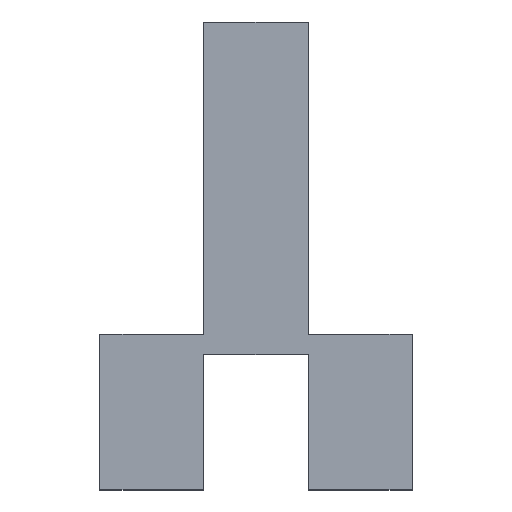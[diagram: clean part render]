
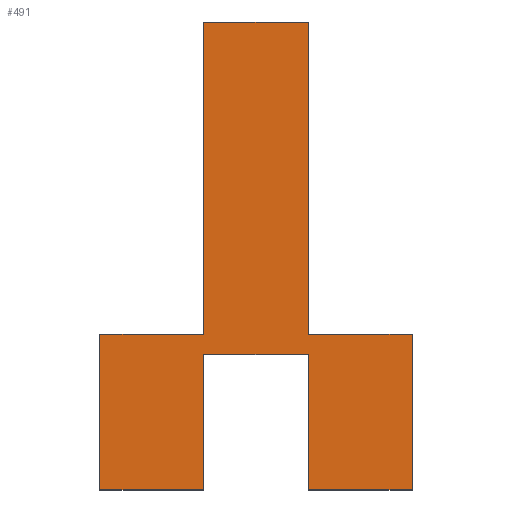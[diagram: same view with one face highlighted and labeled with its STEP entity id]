
A CAD part, top view. The second image highlights one B-rep face of the part: STEP entity #491.
In plain terms, the highlighted planar face has unit normal (0, 0, 1).
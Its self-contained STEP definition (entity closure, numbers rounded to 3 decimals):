
#108=DIRECTION('',(1.,0.,0.));
#109=VECTOR('',#108,11.6);
#110=CARTESIAN_POINT('',(11.5,15.,23.));
#111=LINE('',#110,#109);
#112=DIRECTION('',(0.,1.,0.));
#113=VECTOR('',#112,15.);
#114=CARTESIAN_POINT('',(11.5,0.,23.));
#115=LINE('',#114,#113);
#116=DIRECTION('',(1.,0.,0.));
#117=VECTOR('',#116,11.5);
#118=CARTESIAN_POINT('',(0.,0.,23.));
#119=LINE('',#118,#117);
#120=DIRECTION('',(0.,-1.,0.));
#121=VECTOR('',#120,17.2);
#122=CARTESIAN_POINT('',(0.,17.2,23.));
#123=LINE('',#122,#121);
#124=DIRECTION('',(-1.,0.,0.));
#125=VECTOR('',#124,11.5);
#126=CARTESIAN_POINT('',(11.5,17.2,23.));
#127=LINE('',#126,#125);
#128=DIRECTION('',(0.,-1.,0.));
#129=VECTOR('',#128,34.6);
#130=CARTESIAN_POINT('',(11.5,51.8,23.));
#131=LINE('',#130,#129);
#132=DIRECTION('',(-1.,0.,0.));
#133=VECTOR('',#132,11.6);
#134=CARTESIAN_POINT('',(23.1,51.8,23.));
#135=LINE('',#134,#133);
#136=DIRECTION('',(0.,1.,0.));
#137=VECTOR('',#136,34.6);
#138=CARTESIAN_POINT('',(23.1,17.2,23.));
#139=LINE('',#138,#137);
#140=DIRECTION('',(-1.,0.,0.));
#141=VECTOR('',#140,11.5);
#142=CARTESIAN_POINT('',(34.6,17.2,23.));
#143=LINE('',#142,#141);
#144=DIRECTION('',(0.,1.,0.));
#145=VECTOR('',#144,17.2);
#146=CARTESIAN_POINT('',(34.6,0.,23.));
#147=LINE('',#146,#145);
#148=DIRECTION('',(1.,0.,0.));
#149=VECTOR('',#148,11.5);
#150=CARTESIAN_POINT('',(23.1,0.,23.));
#151=LINE('',#150,#149);
#152=DIRECTION('',(0.,-1.,0.));
#153=VECTOR('',#152,15.);
#154=CARTESIAN_POINT('',(23.1,15.,23.));
#155=LINE('',#154,#153);
#226=CARTESIAN_POINT('',(11.5,0.,23.));
#227=CARTESIAN_POINT('',(11.5,15.,23.));
#228=VERTEX_POINT('',#226);
#229=VERTEX_POINT('',#227);
#230=CARTESIAN_POINT('',(23.1,15.,23.));
#231=VERTEX_POINT('',#230);
#232=CARTESIAN_POINT('',(23.1,0.,23.));
#233=VERTEX_POINT('',#232);
#234=CARTESIAN_POINT('',(34.6,0.,23.));
#235=VERTEX_POINT('',#234);
#236=CARTESIAN_POINT('',(34.6,17.2,23.));
#237=VERTEX_POINT('',#236);
#238=CARTESIAN_POINT('',(23.1,17.2,23.));
#239=VERTEX_POINT('',#238);
#240=CARTESIAN_POINT('',(23.1,51.8,23.));
#241=VERTEX_POINT('',#240);
#242=CARTESIAN_POINT('',(11.5,51.8,23.));
#243=VERTEX_POINT('',#242);
#244=CARTESIAN_POINT('',(11.5,17.2,23.));
#245=VERTEX_POINT('',#244);
#246=CARTESIAN_POINT('',(0.,17.2,23.));
#247=VERTEX_POINT('',#246);
#248=CARTESIAN_POINT('',(0.,0.,23.));
#249=VERTEX_POINT('',#248);
#472=CARTESIAN_POINT('',(0.,0.,23.));
#473=DIRECTION('',(0.,0.,1.));
#474=DIRECTION('',(1.,0.,0.));
#475=AXIS2_PLACEMENT_3D('',#472,#473,#474);
#476=PLANE('',#475);
#477=ORIENTED_EDGE('',*,*,#306,.F.);
#478=ORIENTED_EDGE('',*,*,#321,.F.);
#479=ORIENTED_EDGE('',*,*,#335,.F.);
#480=ORIENTED_EDGE('',*,*,#349,.F.);
#481=ORIENTED_EDGE('',*,*,#363,.F.);
#482=ORIENTED_EDGE('',*,*,#377,.F.);
#483=ORIENTED_EDGE('',*,*,#391,.F.);
#484=ORIENTED_EDGE('',*,*,#411,.F.);
#485=ORIENTED_EDGE('',*,*,#425,.F.);
#486=ORIENTED_EDGE('',*,*,#439,.F.);
#487=ORIENTED_EDGE('',*,*,#453,.F.);
#488=ORIENTED_EDGE('',*,*,#466,.F.);
#489=EDGE_LOOP('',(#477,#478,#479,#480,#481,#482,#483,#484,#485,#486,#487,
#488));
#490=FACE_OUTER_BOUND('',#489,.F.);
#491=ADVANCED_FACE('',(#490),#476,.T.);
#306=EDGE_CURVE('',#229,#231,#111,.T.);
#321=EDGE_CURVE('',#228,#229,#115,.T.);
#335=EDGE_CURVE('',#249,#228,#119,.T.);
#349=EDGE_CURVE('',#247,#249,#123,.T.);
#363=EDGE_CURVE('',#245,#247,#127,.T.);
#377=EDGE_CURVE('',#243,#245,#131,.T.);
#391=EDGE_CURVE('',#241,#243,#135,.T.);
#411=EDGE_CURVE('',#239,#241,#139,.T.);
#425=EDGE_CURVE('',#237,#239,#143,.T.);
#439=EDGE_CURVE('',#235,#237,#147,.T.);
#453=EDGE_CURVE('',#233,#235,#151,.T.);
#466=EDGE_CURVE('',#231,#233,#155,.T.);
